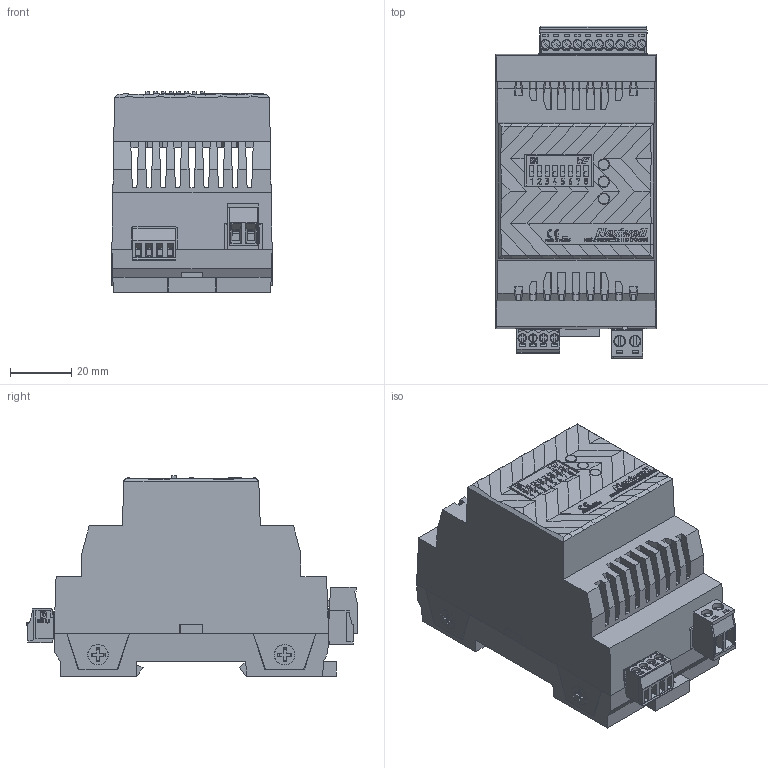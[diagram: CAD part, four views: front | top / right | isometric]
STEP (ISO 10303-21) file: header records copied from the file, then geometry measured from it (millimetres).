
FILE_DESCRIPTION((''),'2;1');
FILE_NAME('Tukan_LED_RGBW_CCT.stp','2025-05-07T16:12:54',(''),(''),'STEP Write','Mastercam X9 ... CNC Software, Inc.','');
FILE_SCHEMA(('AUTOMOTIVE_DESIGN'));
Length unit declared in the file: millimetre
Products named in the file (1): None
Bounding box: 52.5 x 108.75 x 65.75 mm (x, y, z)
Volume: 62803.6 mm3; surface area: 85845.5 mm2
Topology: 140 solids, 142 shells, 5688 faces, 16488 edges, 12393 vertices
Faces by surface type: plane 4276, cylinder 637, bspline 589, cone 111, torus 75
Full cylindrical faces by diameter (mm): 0.296 x1, 1.18 x10, 1.2 x19, 1.5 x4, 1.6 x2, 1.8 x4, 1.9 x14, 2 x20, 2.1 x4, 2.15 x9, 2.2 x4, 2.5 x6, 2.75 x2, 2.8 x22, 2.9 x11, 2.95 x2, 3 x2, 3.4 x3, 3.7 x3, 3.78 x1, 3.8 x5, 4 x1, 6 x2
Entity records: 191907 total; most frequent: CARTESIAN_POINT 49315, ORIENTED_EDGE 30024, DIRECTION 25617, EDGE_CURVE 15006, VECTOR 12389, LINE 12389, VERTEX_POINT 9979, AXIS2_PLACEMENT_3D 6614
